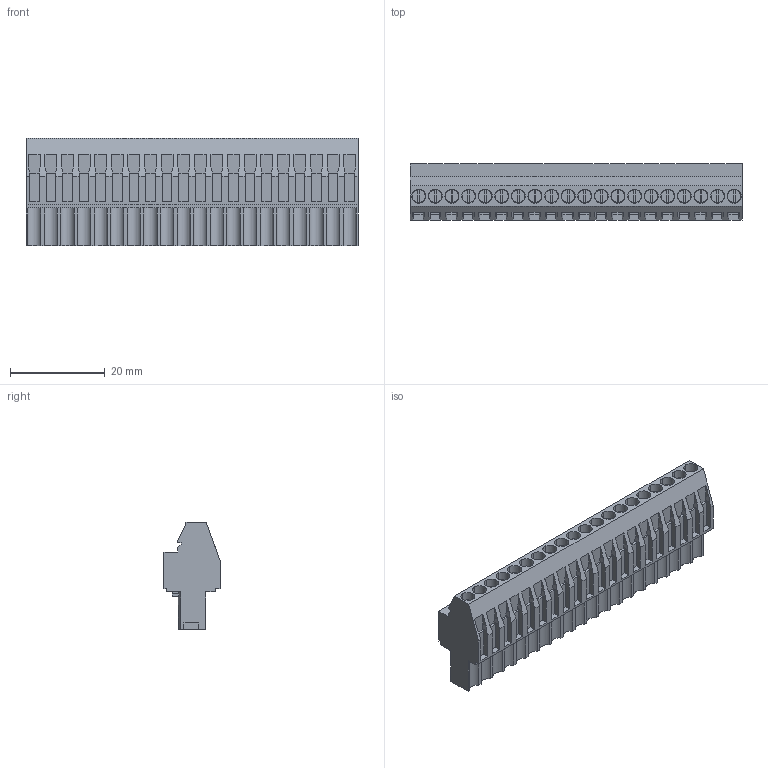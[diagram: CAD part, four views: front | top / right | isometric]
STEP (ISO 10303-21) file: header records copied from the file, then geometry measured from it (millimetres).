
FILE_DESCRIPTION(('CATIA V5 STEP Exchange','CAx-IF Rec.Pracs.--- Model Styling and Organization---1.2---2011-12-15'),'2;1');
FILE_NAME ('D1454024_0_1638730000_1638730000.stp','2017-04-18T06:30:44+00:00',('none'),('Weidmueller'),'CATIA Version 5-6 Release 2014','CATIA V5 STEP AP214','none');
FILE_SCHEMA(('AUTOMOTIVE_DESIGN { 1 0 10303 214 1 1 1 1 }'));
Length unit declared in the file: millimetre
Products named in the file (1): 1638730000
Bounding box: 70 x 11.83 x 22.6 mm (x, y, z)
Volume: 10768.9 mm3; surface area: 8025.5 mm2
Topology: 21 solids, 21 shells, 1142 faces, 3155 edges, 2135 vertices
Faces by surface type: plane 982, cylinder 160
Entity records: 33682 total; most frequent: ORIENTED_EDGE 6310, CARTESIAN_POINT 6228, DIRECTION 4509, EDGE_CURVE 3155, VECTOR 2635, LINE 2635, VERTEX_POINT 2135, EDGE_LOOP 1222
